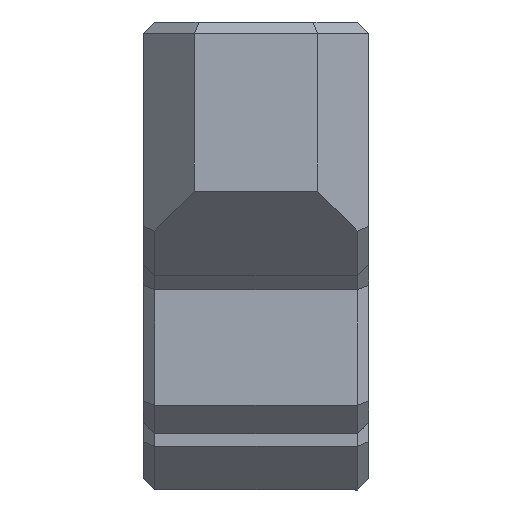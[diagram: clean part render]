
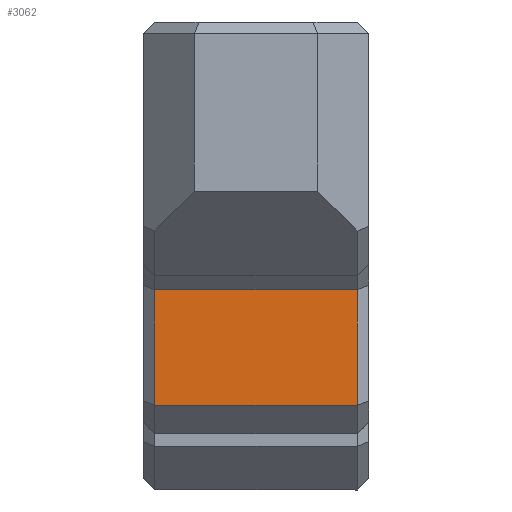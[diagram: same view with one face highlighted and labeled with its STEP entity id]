
A CAD part, left-side view. The second image highlights one B-rep face of the part: STEP entity #3062.
In plain terms, the highlighted planar face has unit normal (-1, 0, 0).
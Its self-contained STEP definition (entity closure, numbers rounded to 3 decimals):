
#104=FACE_OUTER_BOUND('',#295,.T.);
#295=EDGE_LOOP('',(#2293,#2294,#2295,#2296));
#574=LINE('',#4533,#1000);
#611=LINE('',#4607,#1037);
#613=LINE('',#4611,#1039);
#614=LINE('',#4612,#1040);
#1000=VECTOR('',#3656,10.);
#1037=VECTOR('',#3737,10.);
#1039=VECTOR('',#3741,10.);
#1040=VECTOR('',#3742,10.);
#1384=VERTEX_POINT('',#4530);
#1385=VERTEX_POINT('',#4532);
#1400=VERTEX_POINT('',#4606);
#1401=VERTEX_POINT('',#4610);
#1680=EDGE_CURVE('',#1384,#1385,#574,.T.);
#1717=EDGE_CURVE('',#1385,#1400,#611,.T.);
#1719=EDGE_CURVE('',#1401,#1384,#613,.T.);
#1720=EDGE_CURVE('',#1400,#1401,#614,.T.);
#2293=ORIENTED_EDGE('',*,*,#1680,.F.);
#2294=ORIENTED_EDGE('',*,*,#1719,.F.);
#2295=ORIENTED_EDGE('',*,*,#1720,.F.);
#2296=ORIENTED_EDGE('',*,*,#1717,.F.);
#2876=PLANE('',#3268);
#3062=ADVANCED_FACE('',(#104),#2876,.T.);
#3268=AXIS2_PLACEMENT_3D('',#4609,#3739,#3740);
#3656=DIRECTION('',(0.,0.,1.));
#3737=DIRECTION('',(0.,-1.,0.));
#3739=DIRECTION('center_axis',(-1.,0.,0.));
#3740=DIRECTION('ref_axis',(0.,-1.,0.));
#3741=DIRECTION('',(0.,1.,0.));
#3742=DIRECTION('',(0.,0.,-1.));
#4530=CARTESIAN_POINT('',(44.955,61.864,-12.25));
#4532=CARTESIAN_POINT('',(44.955,61.864,-8.15));
#4533=CARTESIAN_POINT('',(44.955,61.864,-9.45));
#4606=CARTESIAN_POINT('',(44.955,54.664,-8.15));
#4607=CARTESIAN_POINT('',(44.955,72.264,-8.15));
#4609=CARTESIAN_POINT('Origin',(44.955,72.264,-13.25));
#4610=CARTESIAN_POINT('',(44.955,54.664,-12.25));
#4611=CARTESIAN_POINT('',(44.955,72.264,-12.25));
#4612=CARTESIAN_POINT('',(44.955,54.664,-9.45));
